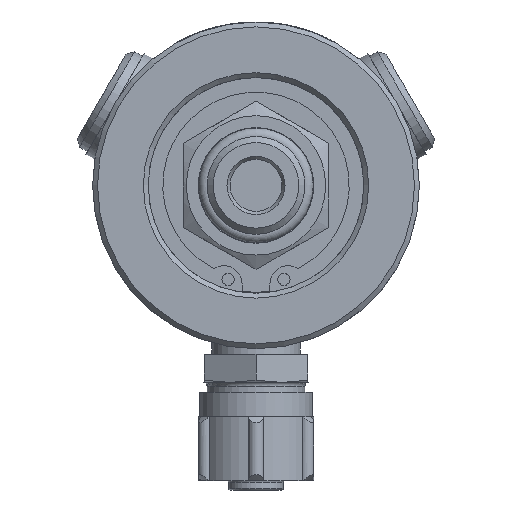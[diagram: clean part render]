
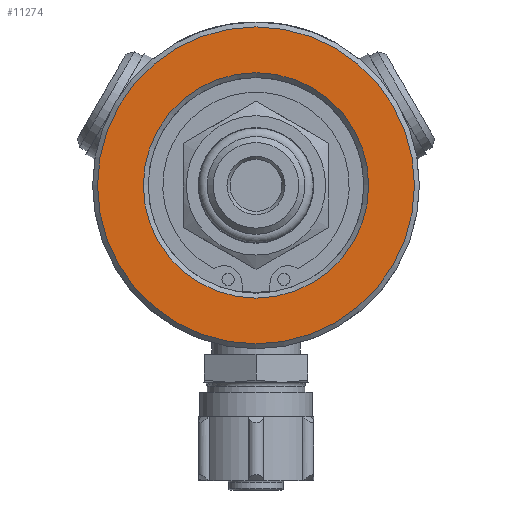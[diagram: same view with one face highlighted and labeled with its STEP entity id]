
A CAD part, left-side view. The second image highlights one B-rep face of the part: STEP entity #11274.
In plain terms, the highlighted planar face has unit normal (-1, 0, 0).
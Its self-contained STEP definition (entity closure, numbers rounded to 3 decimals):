
#771=FACE_BOUND('',#3577,.T.);
#2875=FACE_OUTER_BOUND('',#3576,.T.);
#3576=EDGE_LOOP('',(#9543));
#3577=EDGE_LOOP('',(#9544));
#4067=CIRCLE('',#12251,18.435);
#4069=CIRCLE('',#12255,25.925);
#5188=VERTEX_POINT('',#23174);
#5189=VERTEX_POINT('',#23181);
#6707=EDGE_CURVE('',#5188,#5188,#4067,.T.);
#6710=EDGE_CURVE('',#5189,#5189,#4069,.T.);
#9543=ORIENTED_EDGE('',*,*,#6710,.F.);
#9544=ORIENTED_EDGE('',*,*,#6707,.F.);
#10746=PLANE('',#12254);
#11274=ADVANCED_FACE('',(#2875,#771),#10746,.T.);
#12251=AXIS2_PLACEMENT_3D('',#23176,#14712,#14713);
#12254=AXIS2_PLACEMENT_3D('',#23180,#14719,#14720);
#12255=AXIS2_PLACEMENT_3D('',#23182,#14721,#14722);
#14712=DIRECTION('center_axis',(-1.,0.,0.));
#14713=DIRECTION('ref_axis',(0.,0.,-1.));
#14719=DIRECTION('center_axis',(-1.,0.,0.));
#14720=DIRECTION('ref_axis',(0.,0.,1.));
#14721=DIRECTION('center_axis',(1.,0.,0.));
#14722=DIRECTION('ref_axis',(0.,-1.,0.));
#23174=CARTESIAN_POINT('',(30.44,0.,18.435));
#23176=CARTESIAN_POINT('Origin',(30.44,0.,0.));
#23180=CARTESIAN_POINT('Origin',(30.44,0.,0.));
#23181=CARTESIAN_POINT('',(30.44,25.925,0.));
#23182=CARTESIAN_POINT('Origin',(30.44,0.,0.));
